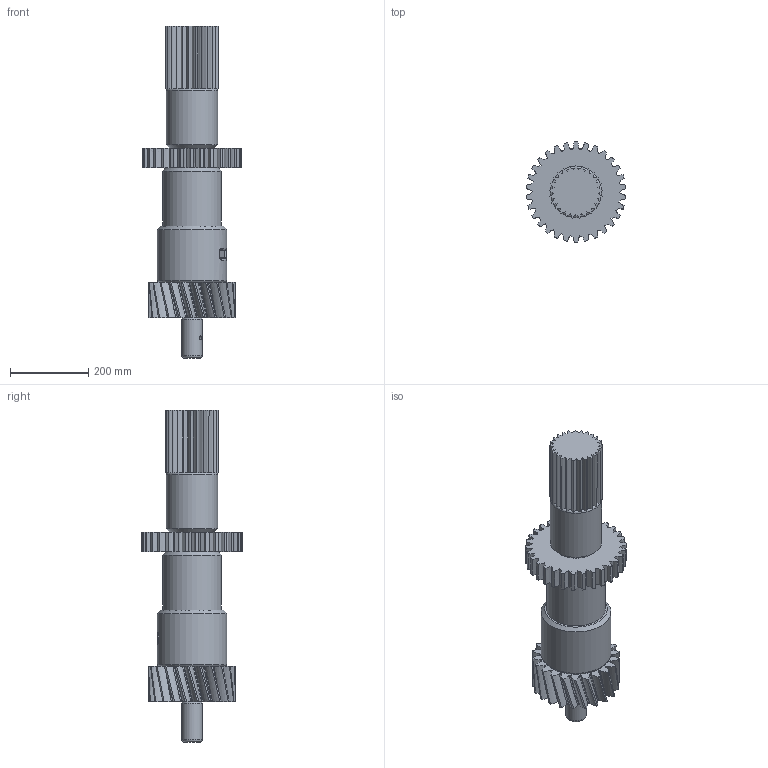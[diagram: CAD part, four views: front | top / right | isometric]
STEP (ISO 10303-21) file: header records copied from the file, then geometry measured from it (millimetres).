
FILE_DESCRIPTION(/* description */ (''),/* implementation_level */ '2;1');
FILE_NAME(/* name */ '4_big_.stp',/* time_stamp */ '2023-03-28T10:16:51+02:00',/* author */ (''),/* organization */ (''),/* preprocessor_version */ 'ST-DEVELOPER v18.102',/* originating_system */ 'SIEMENS PLM Software NX2206.1700',/* authorisation */ '');
FILE_SCHEMA (('AUTOMOTIVE_DESIGN { 1 0 10303 214 3 1 1 1 }'));
Length unit declared in the file: millimetre
Products named in the file (1): ex
Bounding box: 255.33 x 255.99 x 848 mm (x, y, z)
Volume: 14399707.5 mm3; surface area: 764582.6 mm2
Topology: 7 solids, 7 shells, 467 faces, 1166 edges, 600 vertices
Faces by surface type: cylinder 319, bspline 74, extrusion 30, plane 25, torus 8, sphere 8, cone 3
Full cylindrical faces by diameter (mm): 10 x1, 52 x1, 131 x1, 150 x1, 178 x1
Entity records: 48097 total; most frequent: CARTESIAN_POINT 38425, ORIENTED_EDGE 2070, DIRECTION 1864, EDGE_CURVE 1035, AXIS2_PLACEMENT_3D 757, VERTEX_POINT 597, EDGE_LOOP 482, ADVANCED_FACE 467
